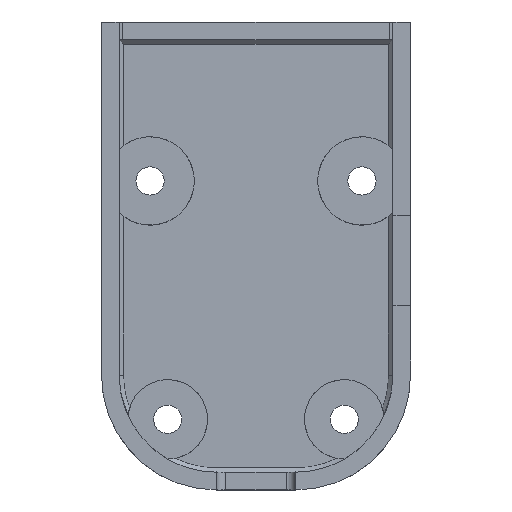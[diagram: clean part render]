
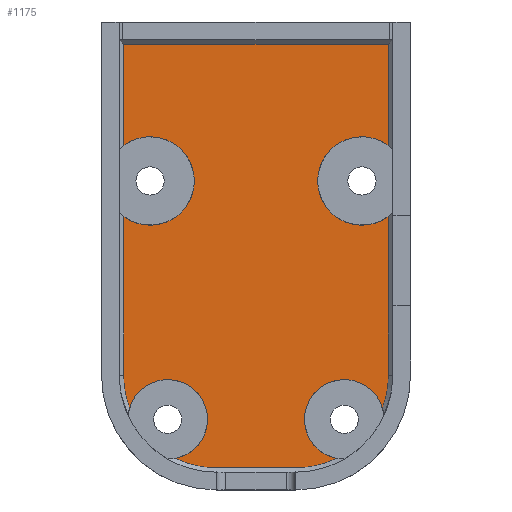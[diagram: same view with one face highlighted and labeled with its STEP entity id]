
A CAD part, top view. The second image highlights one B-rep face of the part: STEP entity #1175.
In plain terms, the highlighted planar face has unit normal (0, 0, 1).
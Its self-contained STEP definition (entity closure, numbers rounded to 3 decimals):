
#47=PLANE('',#1263);
#88=FACE_OUTER_BOUND('',#153,.T.);
#153=EDGE_LOOP('',(#822,#823,#824,#825,#826,#827,#828,#829,#830,#831,#832,
#833,#834,#835));
#228=LINE('',#1770,#337);
#231=LINE('',#1776,#340);
#233=LINE('',#1780,#342);
#237=LINE('',#1798,#346);
#238=LINE('',#1806,#347);
#239=LINE('',#1813,#348);
#337=VECTOR('',#1404,10.);
#340=VECTOR('',#1409,10.);
#342=VECTOR('',#1413,10.);
#346=VECTOR('',#1431,10.);
#347=VECTOR('',#1438,10.);
#348=VECTOR('',#1445,10.);
#440=CIRCLE('',#1260,5.);
#442=CIRCLE('',#1264,5.);
#443=CIRCLE('',#1265,10.5);
#444=CIRCLE('',#1266,4.5);
#445=CIRCLE('',#1267,10.5);
#446=CIRCLE('',#1268,10.5);
#447=CIRCLE('',#1269,4.5);
#448=CIRCLE('',#1270,10.5);
#505=VERTEX_POINT('',#1767);
#506=VERTEX_POINT('',#1769);
#508=VERTEX_POINT('',#1775);
#509=VERTEX_POINT('',#1779);
#511=VERTEX_POINT('',#1785);
#515=VERTEX_POINT('',#1795);
#516=VERTEX_POINT('',#1797);
#517=VERTEX_POINT('',#1799);
#518=VERTEX_POINT('',#1801);
#519=VERTEX_POINT('',#1803);
#520=VERTEX_POINT('',#1805);
#521=VERTEX_POINT('',#1807);
#522=VERTEX_POINT('',#1809);
#523=VERTEX_POINT('',#1811);
#624=EDGE_CURVE('',#505,#506,#228,.T.);
#627=EDGE_CURVE('',#506,#508,#231,.T.);
#629=EDGE_CURVE('',#508,#509,#233,.T.);
#632=EDGE_CURVE('',#509,#511,#440,.T.);
#637=EDGE_CURVE('',#515,#505,#442,.T.);
#638=EDGE_CURVE('',#516,#515,#237,.T.);
#639=EDGE_CURVE('',#517,#516,#443,.T.);
#640=EDGE_CURVE('',#518,#517,#444,.T.);
#641=EDGE_CURVE('',#519,#518,#445,.T.);
#642=EDGE_CURVE('',#520,#519,#238,.T.);
#643=EDGE_CURVE('',#521,#520,#446,.T.);
#644=EDGE_CURVE('',#522,#521,#447,.T.);
#645=EDGE_CURVE('',#523,#522,#448,.T.);
#646=EDGE_CURVE('',#511,#523,#239,.T.);
#822=ORIENTED_EDGE('',*,*,#629,.F.);
#823=ORIENTED_EDGE('',*,*,#627,.F.);
#824=ORIENTED_EDGE('',*,*,#624,.F.);
#825=ORIENTED_EDGE('',*,*,#637,.F.);
#826=ORIENTED_EDGE('',*,*,#638,.F.);
#827=ORIENTED_EDGE('',*,*,#639,.F.);
#828=ORIENTED_EDGE('',*,*,#640,.F.);
#829=ORIENTED_EDGE('',*,*,#641,.F.);
#830=ORIENTED_EDGE('',*,*,#642,.F.);
#831=ORIENTED_EDGE('',*,*,#643,.F.);
#832=ORIENTED_EDGE('',*,*,#644,.F.);
#833=ORIENTED_EDGE('',*,*,#645,.F.);
#834=ORIENTED_EDGE('',*,*,#646,.F.);
#835=ORIENTED_EDGE('',*,*,#632,.F.);
#1175=ADVANCED_FACE('',(#88),#47,.T.);
#1260=AXIS2_PLACEMENT_3D('',#1786,#1419,#1420);
#1263=AXIS2_PLACEMENT_3D('',#1794,#1427,#1428);
#1264=AXIS2_PLACEMENT_3D('',#1796,#1429,#1430);
#1265=AXIS2_PLACEMENT_3D('',#1800,#1432,#1433);
#1266=AXIS2_PLACEMENT_3D('',#1802,#1434,#1435);
#1267=AXIS2_PLACEMENT_3D('',#1804,#1436,#1437);
#1268=AXIS2_PLACEMENT_3D('',#1808,#1439,#1440);
#1269=AXIS2_PLACEMENT_3D('',#1810,#1441,#1442);
#1270=AXIS2_PLACEMENT_3D('',#1812,#1443,#1444);
#1404=DIRECTION('',(0.,1.,0.));
#1409=DIRECTION('',(1.,0.,0.));
#1413=DIRECTION('',(0.,-1.,0.));
#1419=DIRECTION('center_axis',(0.,0.,1.));
#1420=DIRECTION('ref_axis',(1.,0.,0.));
#1427=DIRECTION('center_axis',(0.,0.,1.));
#1428=DIRECTION('ref_axis',(1.,0.,0.));
#1429=DIRECTION('center_axis',(0.,0.,1.));
#1430=DIRECTION('ref_axis',(1.,0.,0.));
#1431=DIRECTION('',(0.,1.,0.));
#1432=DIRECTION('center_axis',(0.,0.,-1.));
#1433=DIRECTION('ref_axis',(-1.,0.,0.));
#1434=DIRECTION('center_axis',(0.,0.,1.));
#1435=DIRECTION('ref_axis',(1.,0.,0.));
#1436=DIRECTION('center_axis',(0.,0.,-1.));
#1437=DIRECTION('ref_axis',(-1.,0.,0.));
#1438=DIRECTION('',(-1.,0.,0.));
#1439=DIRECTION('center_axis',(0.,0.,-1.));
#1440=DIRECTION('ref_axis',(0.,-1.,0.));
#1441=DIRECTION('center_axis',(0.,0.,1.));
#1442=DIRECTION('ref_axis',(1.,0.,0.));
#1443=DIRECTION('center_axis',(0.,0.,-1.));
#1444=DIRECTION('ref_axis',(0.,-1.,0.));
#1445=DIRECTION('',(0.,-1.,0.));
#1767=CARTESIAN_POINT('',(-15.,8.,0.));
#1769=CARTESIAN_POINT('',(-15.,19.5,0.));
#1770=CARTESIAN_POINT('',(-15.,-11.25,0.));
#1775=CARTESIAN_POINT('',(15.,19.5,0.));
#1776=CARTESIAN_POINT('',(-7.75,19.5,0.));
#1779=CARTESIAN_POINT('',(15.,8.,0.));
#1780=CARTESIAN_POINT('',(15.,7.75,0.));
#1785=CARTESIAN_POINT('',(15.,0.,0.));
#1786=CARTESIAN_POINT('Origin',(12.,4.,0.));
#1794=CARTESIAN_POINT('Origin',(0.,-4.5,0.));
#1795=CARTESIAN_POINT('',(-15.,0.,0.));
#1796=CARTESIAN_POINT('Origin',(-12.,4.,0.));
#1797=CARTESIAN_POINT('',(-15.,-18.,0.));
#1798=CARTESIAN_POINT('',(-15.,-11.25,0.));
#1799=CARTESIAN_POINT('',(-14.316,-21.727,0.));
#1800=CARTESIAN_POINT('Origin',(-4.5,-18.,0.));
#1801=CARTESIAN_POINT('',(-9.143,-27.418,0.));
#1802=CARTESIAN_POINT('Origin',(-10.,-23.,0.));
#1803=CARTESIAN_POINT('',(-4.5,-28.5,0.));
#1804=CARTESIAN_POINT('Origin',(-4.5,-18.,0.));
#1805=CARTESIAN_POINT('',(4.5,-28.5,0.));
#1806=CARTESIAN_POINT('',(2.25,-28.5,0.));
#1807=CARTESIAN_POINT('',(9.143,-27.418,0.));
#1808=CARTESIAN_POINT('Origin',(4.5,-18.,0.));
#1809=CARTESIAN_POINT('',(14.316,-21.727,0.));
#1810=CARTESIAN_POINT('Origin',(10.,-23.,0.));
#1811=CARTESIAN_POINT('',(15.,-18.,0.));
#1812=CARTESIAN_POINT('Origin',(4.5,-18.,0.));
#1813=CARTESIAN_POINT('',(15.,7.75,0.));
